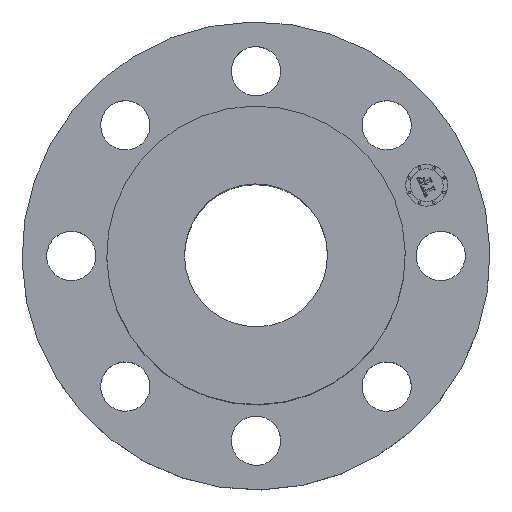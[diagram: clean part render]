
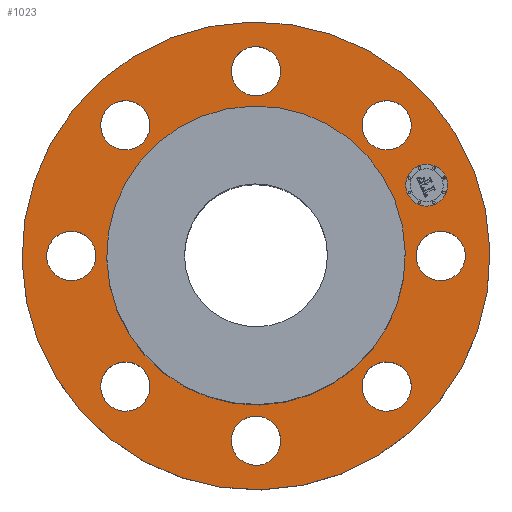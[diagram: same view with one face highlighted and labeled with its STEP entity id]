
A CAD part, top view. The second image highlights one B-rep face of the part: STEP entity #1023.
In plain terms, the highlighted planar face has unit normal (0, 0, 1).
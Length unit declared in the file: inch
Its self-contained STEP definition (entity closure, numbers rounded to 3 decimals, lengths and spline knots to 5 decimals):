
#51=AXIS2_PLACEMENT_3D('Circle Axis2P3D',#49,#50,$) ;
#254=AXIS2_PLACEMENT_3D('Circle Axis2P3D',#252,#253,$) ;
#278=AXIS2_PLACEMENT_3D('Circle Axis2P3D',#276,#277,$) ;
#297=AXIS2_PLACEMENT_3D('Circle Axis2P3D',#295,#296,$) ;
#314=AXIS2_PLACEMENT_3D('Circle Axis2P3D',#312,#313,$) ;
#349=AXIS2_PLACEMENT_3D('Circle Axis2P3D',#347,#348,$) ;
#673=AXIS2_PLACEMENT_3D('Circle Axis2P3D',#671,#672,$) ;
#692=AXIS2_PLACEMENT_3D('Circle Axis2P3D',#690,#691,$) ;
#716=AXIS2_PLACEMENT_3D('Circle Axis2P3D',#714,#715,$) ;
#735=AXIS2_PLACEMENT_3D('Circle Axis2P3D',#733,#734,$) ;
#759=AXIS2_PLACEMENT_3D('Circle Axis2P3D',#757,#758,$) ;
#778=AXIS2_PLACEMENT_3D('Circle Axis2P3D',#776,#777,$) ;
#802=AXIS2_PLACEMENT_3D('Circle Axis2P3D',#800,#801,$) ;
#821=AXIS2_PLACEMENT_3D('Circle Axis2P3D',#819,#820,$) ;
#845=AXIS2_PLACEMENT_3D('Circle Axis2P3D',#843,#844,$) ;
#864=AXIS2_PLACEMENT_3D('Circle Axis2P3D',#862,#863,$) ;
#888=AXIS2_PLACEMENT_3D('Circle Axis2P3D',#886,#887,$) ;
#907=AXIS2_PLACEMENT_3D('Circle Axis2P3D',#905,#906,$) ;
#931=AXIS2_PLACEMENT_3D('Circle Axis2P3D',#929,#930,$) ;
#950=AXIS2_PLACEMENT_3D('Circle Axis2P3D',#948,#949,$) ;
#963=AXIS2_PLACEMENT_3D('Plane Axis2P3D',#960,#961,#962) ;
#1007=AXIS2_PLACEMENT_3D('Circle Axis2P3D',#1005,#1006,$) ;
#1016=AXIS2_PLACEMENT_3D('Circle Axis2P3D',#1014,#1015,$) ;
#44=CARTESIAN_POINT('Vertex',(3.31121,-0.23971,1.5)) ;
#49=CARTESIAN_POINT('Axis2P3D Location',(3.75,0.,1.5)) ;
#53=CARTESIAN_POINT('Vertex',(4.18879,0.23971,1.5)) ;
#252=CARTESIAN_POINT('Axis2P3D Location',(3.75,0.,1.5)) ;
#273=CARTESIAN_POINT('Vertex',(-2.27727,-4.16852,1.5)) ;
#276=CARTESIAN_POINT('Axis2P3D Location',(0.,0.,1.5)) ;
#280=CARTESIAN_POINT('Vertex',(2.27727,4.16852,1.5)) ;
#295=CARTESIAN_POINT('Axis2P3D Location',(0.,0.,1.5)) ;
#312=CARTESIAN_POINT('Axis2P3D Location',(0.,0.,1.5)) ;
#316=CARTESIAN_POINT('Vertex',(1.19137,2.18079,1.5)) ;
#318=CARTESIAN_POINT('Vertex',(-1.19137,-2.18079,1.5)) ;
#347=CARTESIAN_POINT('Axis2P3D Location',(0.,0.,1.5)) ;
#668=CARTESIAN_POINT('Vertex',(2.17188,-2.51088,1.5)) ;
#671=CARTESIAN_POINT('Axis2P3D Location',(2.65165,-2.65165,1.5)) ;
#675=CARTESIAN_POINT('Vertex',(3.13143,-2.79242,1.5)) ;
#690=CARTESIAN_POINT('Axis2P3D Location',(2.65165,-2.65165,1.5)) ;
#711=CARTESIAN_POINT('Vertex',(-0.23971,-3.31121,1.5)) ;
#714=CARTESIAN_POINT('Axis2P3D Location',(0.,-3.75,1.5)) ;
#718=CARTESIAN_POINT('Vertex',(0.23971,-4.18879,1.5)) ;
#733=CARTESIAN_POINT('Axis2P3D Location',(0.,-3.75,1.5)) ;
#754=CARTESIAN_POINT('Vertex',(-2.51088,-2.17188,1.5)) ;
#757=CARTESIAN_POINT('Axis2P3D Location',(-2.65165,-2.65165,1.5)) ;
#761=CARTESIAN_POINT('Vertex',(-2.79242,-3.13143,1.5)) ;
#776=CARTESIAN_POINT('Axis2P3D Location',(-2.65165,-2.65165,1.5)) ;
#797=CARTESIAN_POINT('Vertex',(-3.31121,0.23971,1.5)) ;
#800=CARTESIAN_POINT('Axis2P3D Location',(-3.75,0.,1.5)) ;
#804=CARTESIAN_POINT('Vertex',(-4.18879,-0.23971,1.5)) ;
#819=CARTESIAN_POINT('Axis2P3D Location',(-3.75,0.,1.5)) ;
#840=CARTESIAN_POINT('Vertex',(-2.17188,2.51088,1.5)) ;
#843=CARTESIAN_POINT('Axis2P3D Location',(-2.65165,2.65165,1.5)) ;
#847=CARTESIAN_POINT('Vertex',(-3.13143,2.79242,1.5)) ;
#862=CARTESIAN_POINT('Axis2P3D Location',(-2.65165,2.65165,1.5)) ;
#883=CARTESIAN_POINT('Vertex',(0.23971,3.31121,1.5)) ;
#886=CARTESIAN_POINT('Axis2P3D Location',(0.,3.75,1.5)) ;
#890=CARTESIAN_POINT('Vertex',(-0.23971,4.18879,1.5)) ;
#905=CARTESIAN_POINT('Axis2P3D Location',(0.,3.75,1.5)) ;
#926=CARTESIAN_POINT('Vertex',(2.51088,2.17188,1.5)) ;
#929=CARTESIAN_POINT('Axis2P3D Location',(2.65165,2.65165,1.5)) ;
#933=CARTESIAN_POINT('Vertex',(2.79242,3.13143,1.5)) ;
#948=CARTESIAN_POINT('Axis2P3D Location',(2.65165,2.65165,1.5)) ;
#960=CARTESIAN_POINT('Axis2P3D Location',(0.,4.75,1.5)) ;
#1005=CARTESIAN_POINT('Axis2P3D Location',(3.46455,1.43506,1.5)) ;
#1009=CARTESIAN_POINT('Vertex',(3.62719,1.04241,1.5)) ;
#1011=CARTESIAN_POINT('Vertex',(3.30191,1.82771,1.5)) ;
#1014=CARTESIAN_POINT('Axis2P3D Location',(3.46455,1.43506,1.5)) ;
#50=DIRECTION('Axis2P3D Direction',(0.,-0.,0.039)) ;
#253=DIRECTION('Axis2P3D Direction',(0.,-0.,0.039)) ;
#277=DIRECTION('Axis2P3D Direction',(0.,0.,-0.039)) ;
#296=DIRECTION('Axis2P3D Direction',(0.,0.,-0.039)) ;
#313=DIRECTION('Axis2P3D Direction',(0.,0.,-0.039)) ;
#348=DIRECTION('Axis2P3D Direction',(0.,0.,-0.039)) ;
#672=DIRECTION('Axis2P3D Direction',(-0.,0.,0.039)) ;
#691=DIRECTION('Axis2P3D Direction',(-0.,0.,0.039)) ;
#715=DIRECTION('Axis2P3D Direction',(-0.,0.,0.039)) ;
#734=DIRECTION('Axis2P3D Direction',(-0.,0.,0.039)) ;
#758=DIRECTION('Axis2P3D Direction',(0.,0.,0.039)) ;
#777=DIRECTION('Axis2P3D Direction',(0.,0.,0.039)) ;
#801=DIRECTION('Axis2P3D Direction',(0.,0.,0.039)) ;
#820=DIRECTION('Axis2P3D Direction',(0.,0.,0.039)) ;
#844=DIRECTION('Axis2P3D Direction',(0.,0.,0.039)) ;
#863=DIRECTION('Axis2P3D Direction',(0.,0.,0.039)) ;
#887=DIRECTION('Axis2P3D Direction',(0.,0.,0.039)) ;
#906=DIRECTION('Axis2P3D Direction',(0.,0.,0.039)) ;
#930=DIRECTION('Axis2P3D Direction',(0.,-0.,0.039)) ;
#949=DIRECTION('Axis2P3D Direction',(0.,-0.,0.039)) ;
#961=DIRECTION('Axis2P3D Direction',(0.,0.,-0.039)) ;
#962=DIRECTION('Axis2P3D XDirection',(0.039,0.,0.)) ;
#1006=DIRECTION('Axis2P3D Direction',(0.,0.,-0.039)) ;
#1015=DIRECTION('Axis2P3D Direction',(0.,0.,-0.039)) ;
#966=ORIENTED_EDGE('',*,*,#299,.F.) ;
#967=ORIENTED_EDGE('',*,*,#282,.F.) ;
#970=ORIENTED_EDGE('',*,*,#55,.T.) ;
#971=ORIENTED_EDGE('',*,*,#256,.T.) ;
#974=ORIENTED_EDGE('',*,*,#351,.T.) ;
#975=ORIENTED_EDGE('',*,*,#320,.T.) ;
#978=ORIENTED_EDGE('',*,*,#694,.T.) ;
#979=ORIENTED_EDGE('',*,*,#677,.T.) ;
#982=ORIENTED_EDGE('',*,*,#737,.T.) ;
#983=ORIENTED_EDGE('',*,*,#720,.T.) ;
#986=ORIENTED_EDGE('',*,*,#780,.T.) ;
#987=ORIENTED_EDGE('',*,*,#763,.T.) ;
#990=ORIENTED_EDGE('',*,*,#823,.T.) ;
#991=ORIENTED_EDGE('',*,*,#806,.T.) ;
#994=ORIENTED_EDGE('',*,*,#866,.T.) ;
#995=ORIENTED_EDGE('',*,*,#849,.T.) ;
#998=ORIENTED_EDGE('',*,*,#909,.T.) ;
#999=ORIENTED_EDGE('',*,*,#892,.T.) ;
#1002=ORIENTED_EDGE('',*,*,#952,.T.) ;
#1003=ORIENTED_EDGE('',*,*,#935,.T.) ;
#1020=ORIENTED_EDGE('',*,*,#1013,.F.) ;
#1021=ORIENTED_EDGE('',*,*,#1018,.F.) ;
#972=FACE_BOUND('',#969,.T.) ;
#976=FACE_BOUND('',#973,.T.) ;
#980=FACE_BOUND('',#977,.T.) ;
#984=FACE_BOUND('',#981,.T.) ;
#988=FACE_BOUND('',#985,.T.) ;
#992=FACE_BOUND('',#989,.T.) ;
#996=FACE_BOUND('',#993,.T.) ;
#1000=FACE_BOUND('',#997,.T.) ;
#1004=FACE_BOUND('',#1001,.T.) ;
#1022=FACE_BOUND('',#1019,.T.) ;
#1023=ADVANCED_FACE('PartBody',(#968,#972,#976,#980,#984,#988,#992,#996,#1000,#1004,#1022),#964,.F.) ;
#52=CIRCLE('generated circle',#51,0.5) ;
#255=CIRCLE('generated circle',#254,0.5) ;
#279=CIRCLE('generated circle',#278,4.75) ;
#298=CIRCLE('generated circle',#297,4.75) ;
#315=CIRCLE('generated circle',#314,2.485) ;
#350=CIRCLE('generated circle',#349,2.485) ;
#674=CIRCLE('generated circle',#673,0.5) ;
#693=CIRCLE('generated circle',#692,0.5) ;
#717=CIRCLE('generated circle',#716,0.5) ;
#736=CIRCLE('generated circle',#735,0.5) ;
#760=CIRCLE('generated circle',#759,0.5) ;
#779=CIRCLE('generated circle',#778,0.5) ;
#803=CIRCLE('generated circle',#802,0.5) ;
#822=CIRCLE('generated circle',#821,0.5) ;
#846=CIRCLE('generated circle',#845,0.5) ;
#865=CIRCLE('generated circle',#864,0.5) ;
#889=CIRCLE('generated circle',#888,0.5) ;
#908=CIRCLE('generated circle',#907,0.5) ;
#932=CIRCLE('generated circle',#931,0.5) ;
#951=CIRCLE('generated circle',#950,0.5) ;
#1008=CIRCLE('generated circle',#1007,0.425) ;
#1017=CIRCLE('generated circle',#1016,0.425) ;
#55=EDGE_CURVE('',#54,#45,#52,.F.) ;
#256=EDGE_CURVE('',#45,#54,#255,.F.) ;
#282=EDGE_CURVE('',#274,#281,#279,.T.) ;
#299=EDGE_CURVE('',#281,#274,#298,.T.) ;
#320=EDGE_CURVE('',#317,#319,#315,.T.) ;
#351=EDGE_CURVE('',#319,#317,#350,.T.) ;
#677=EDGE_CURVE('',#676,#669,#674,.F.) ;
#694=EDGE_CURVE('',#669,#676,#693,.F.) ;
#720=EDGE_CURVE('',#719,#712,#717,.F.) ;
#737=EDGE_CURVE('',#712,#719,#736,.F.) ;
#763=EDGE_CURVE('',#762,#755,#760,.F.) ;
#780=EDGE_CURVE('',#755,#762,#779,.F.) ;
#806=EDGE_CURVE('',#805,#798,#803,.F.) ;
#823=EDGE_CURVE('',#798,#805,#822,.F.) ;
#849=EDGE_CURVE('',#848,#841,#846,.F.) ;
#866=EDGE_CURVE('',#841,#848,#865,.F.) ;
#892=EDGE_CURVE('',#891,#884,#889,.F.) ;
#909=EDGE_CURVE('',#884,#891,#908,.F.) ;
#935=EDGE_CURVE('',#934,#927,#932,.F.) ;
#952=EDGE_CURVE('',#927,#934,#951,.F.) ;
#1013=EDGE_CURVE('',#1010,#1012,#1008,.F.) ;
#1018=EDGE_CURVE('',#1012,#1010,#1017,.F.) ;
#965=EDGE_LOOP('',(#966,#967)) ;
#969=EDGE_LOOP('',(#970,#971)) ;
#973=EDGE_LOOP('',(#974,#975)) ;
#977=EDGE_LOOP('',(#978,#979)) ;
#981=EDGE_LOOP('',(#982,#983)) ;
#985=EDGE_LOOP('',(#986,#987)) ;
#989=EDGE_LOOP('',(#990,#991)) ;
#993=EDGE_LOOP('',(#994,#995)) ;
#997=EDGE_LOOP('',(#998,#999)) ;
#1001=EDGE_LOOP('',(#1002,#1003)) ;
#1019=EDGE_LOOP('',(#1020,#1021)) ;
#968=FACE_OUTER_BOUND('',#965,.T.) ;
#964=PLANE('',#963) ;
#45=VERTEX_POINT('',#44) ;
#54=VERTEX_POINT('',#53) ;
#274=VERTEX_POINT('',#273) ;
#281=VERTEX_POINT('',#280) ;
#317=VERTEX_POINT('',#316) ;
#319=VERTEX_POINT('',#318) ;
#669=VERTEX_POINT('',#668) ;
#676=VERTEX_POINT('',#675) ;
#712=VERTEX_POINT('',#711) ;
#719=VERTEX_POINT('',#718) ;
#755=VERTEX_POINT('',#754) ;
#762=VERTEX_POINT('',#761) ;
#798=VERTEX_POINT('',#797) ;
#805=VERTEX_POINT('',#804) ;
#841=VERTEX_POINT('',#840) ;
#848=VERTEX_POINT('',#847) ;
#884=VERTEX_POINT('',#883) ;
#891=VERTEX_POINT('',#890) ;
#927=VERTEX_POINT('',#926) ;
#934=VERTEX_POINT('',#933) ;
#1010=VERTEX_POINT('',#1009) ;
#1012=VERTEX_POINT('',#1011) ;
